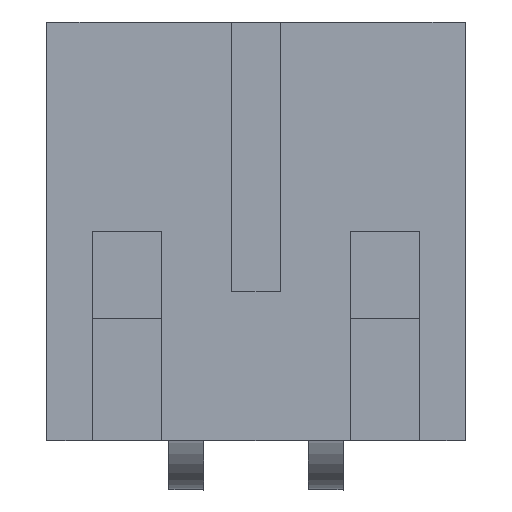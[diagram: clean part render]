
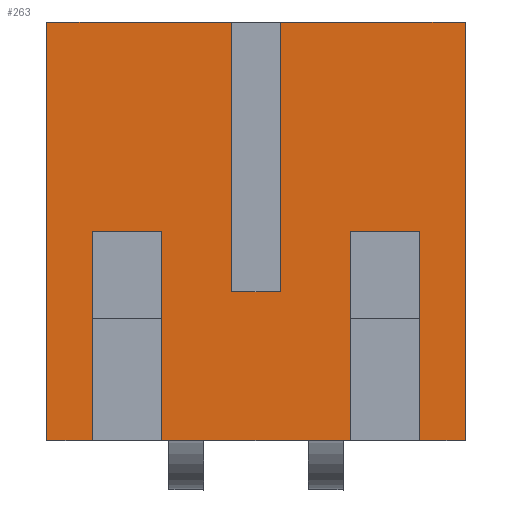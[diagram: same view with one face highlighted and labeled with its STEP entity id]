
A CAD part, top view. The second image highlights one B-rep face of the part: STEP entity #263.
In plain terms, the highlighted planar face has unit normal (0, 0, -1).
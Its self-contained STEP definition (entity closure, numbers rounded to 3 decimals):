
#24 = EDGE_CURVE ( 'NONE', #1636, #464, #191, .T. ) ;
#84 = LINE ( 'NONE', #1749, #2443 ) ;
#97 = DIRECTION ( 'NONE',  ( 1., 0., 0. ) ) ;
#132 = EDGE_CURVE ( 'NONE', #2627, #672, #1643, .T. ) ;
#170 = DIRECTION ( 'NONE',  ( 0., -1., 0. ) ) ;
#178 = LINE ( 'NONE', #1002, #370 ) ;
#188 = DIRECTION ( 'NONE',  ( 0., 1., 0. ) ) ;
#191 = LINE ( 'NONE', #344, #1567 ) ;
#205 = CARTESIAN_POINT ( 'NONE',  ( 6., 6.707, 7.982 ) ) ;
#238 = AXIS2_PLACEMENT_3D ( 'NONE', #1302, #2122, #2140 ) ;
#261 = DIRECTION ( 'NONE',  ( -1., 0., 0. ) ) ;
#263 = ADVANCED_FACE ( 'NONE', ( #2153 ), #1708, .T. ) ;
#267 = ORIENTED_EDGE ( 'NONE', *, *, #1577, .T. ) ;
#286 = CARTESIAN_POINT ( 'NONE',  ( 5.35, 0.707, 7.982 ) ) ;
#308 = CARTESIAN_POINT ( 'NONE',  ( 2.65, 6.707, 7.982 ) ) ;
#317 = LINE ( 'NONE', #1766, #598 ) ;
#322 = VERTEX_POINT ( 'NONE', #704 ) ;
#344 = CARTESIAN_POINT ( 'NONE',  ( 0., 0.707, 7.982 ) ) ;
#347 = CARTESIAN_POINT ( 'NONE',  ( 4.35, 0.707, 7.982 ) ) ;
#348 = VERTEX_POINT ( 'NONE', #472 ) ;
#370 = VECTOR ( 'NONE', #622, 1000. ) ;
#383 = CARTESIAN_POINT ( 'NONE',  ( 3.35, 2.841, 7.982 ) ) ;
#385 = VERTEX_POINT ( 'NONE', #1274 ) ;
#386 = CARTESIAN_POINT ( 'NONE',  ( 0.65, 6.707, 7.982 ) ) ;
#409 = CARTESIAN_POINT ( 'NONE',  ( 0., 0.707, 7.982 ) ) ;
#419 = LINE ( 'NONE', #2270, #1153 ) ;
#424 = ORIENTED_EDGE ( 'NONE', *, *, #2500, .T. ) ;
#464 = VERTEX_POINT ( 'NONE', #1064 ) ;
#472 = CARTESIAN_POINT ( 'NONE',  ( 4.35, 3.707, 7.982 ) ) ;
#489 = CARTESIAN_POINT ( 'NONE',  ( 4.35, 6.707, 7.982 ) ) ;
#533 = DIRECTION ( 'NONE',  ( 0., 1., 0. ) ) ;
#540 = EDGE_CURVE ( 'NONE', #1941, #385, #2135, .T. ) ;
#549 = LINE ( 'NONE', #2404, #1067 ) ;
#598 = VECTOR ( 'NONE', #2584, 1000. ) ;
#600 = DIRECTION ( 'NONE',  ( -1., 0., 0. ) ) ;
#604 = VERTEX_POINT ( 'NONE', #804 ) ;
#622 = DIRECTION ( 'NONE',  ( -1., 0., 0. ) ) ;
#628 = CARTESIAN_POINT ( 'NONE',  ( 1.65, 6.707, 7.982 ) ) ;
#634 = ORIENTED_EDGE ( 'NONE', *, *, #2665, .T. ) ;
#672 = VERTEX_POINT ( 'NONE', #1870 ) ;
#691 = CARTESIAN_POINT ( 'NONE',  ( 0., 3.707, 7.982 ) ) ;
#704 = CARTESIAN_POINT ( 'NONE',  ( 0.65, 3.707, 7.982 ) ) ;
#725 = VECTOR ( 'NONE', #739, 1000. ) ;
#739 = DIRECTION ( 'NONE',  ( 0., -1., 0. ) ) ;
#784 = LINE ( 'NONE', #386, #2132 ) ;
#804 = CARTESIAN_POINT ( 'NONE',  ( 5.35, 3.707, 7.982 ) ) ;
#815 = VECTOR ( 'NONE', #188, 1000. ) ;
#834 = ORIENTED_EDGE ( 'NONE', *, *, #1655, .T. ) ;
#897 = CARTESIAN_POINT ( 'NONE',  ( 0.65, 0.707, 7.982 ) ) ;
#991 = EDGE_CURVE ( 'NONE', #2493, #1736, #178, .T. ) ;
#1002 = CARTESIAN_POINT ( 'NONE',  ( 0., 0.707, 7.982 ) ) ;
#1007 = EDGE_CURVE ( 'NONE', #1674, #2172, #419, .T. ) ;
#1008 = ORIENTED_EDGE ( 'NONE', *, *, #2569, .T. ) ;
#1017 = DIRECTION ( 'NONE',  ( -1., 0., 0. ) ) ;
#1064 = CARTESIAN_POINT ( 'NONE',  ( 1.65, 0.707, 7.982 ) ) ;
#1067 = VECTOR ( 'NONE', #2021, 1000. ) ;
#1098 = EDGE_CURVE ( 'NONE', #2284, #322, #2495, .T. ) ;
#1099 = CARTESIAN_POINT ( 'NONE',  ( 5.35, 6.707, 7.982 ) ) ;
#1126 = LINE ( 'NONE', #1282, #2308 ) ;
#1153 = VECTOR ( 'NONE', #600, 1000. ) ;
#1172 = LINE ( 'NONE', #1982, #1276 ) ;
#1219 = ORIENTED_EDGE ( 'NONE', *, *, #2033, .T. ) ;
#1225 = CARTESIAN_POINT ( 'NONE',  ( 2.65, 6.707, 7.982 ) ) ;
#1232 = ORIENTED_EDGE ( 'NONE', *, *, #2182, .T. ) ;
#1237 = ORIENTED_EDGE ( 'NONE', *, *, #132, .T. ) ;
#1274 = CARTESIAN_POINT ( 'NONE',  ( 2.65, 2.841, 7.982 ) ) ;
#1276 = VECTOR ( 'NONE', #170, 1000. ) ;
#1282 = CARTESIAN_POINT ( 'NONE',  ( 0., 3.707, 7.982 ) ) ;
#1302 = CARTESIAN_POINT ( 'NONE',  ( 0., 6.707, 7.982 ) ) ;
#1398 = VECTOR ( 'NONE', #1457, 1000. ) ;
#1447 = ORIENTED_EDGE ( 'NONE', *, *, #2513, .T. ) ;
#1457 = DIRECTION ( 'NONE',  ( 0., 1., 0. ) ) ;
#1567 = VECTOR ( 'NONE', #1017, 1000. ) ;
#1577 = EDGE_CURVE ( 'NONE', #672, #1915, #317, .T. ) ;
#1597 = DIRECTION ( 'NONE',  ( 0., -1., 0. ) ) ;
#1600 = VERTEX_POINT ( 'NONE', #2171 ) ;
#1613 = LINE ( 'NONE', #2028, #815 ) ;
#1636 = VERTEX_POINT ( 'NONE', #347 ) ;
#1643 = LINE ( 'NONE', #1884, #1398 ) ;
#1655 = EDGE_CURVE ( 'NONE', #1600, #1941, #84, .T. ) ;
#1674 = VERTEX_POINT ( 'NONE', #897 ) ;
#1696 = VECTOR ( 'NONE', #1945, 1000. ) ;
#1708 = PLANE ( 'NONE',  #238 ) ;
#1712 = CARTESIAN_POINT ( 'NONE',  ( 6., 0.707, 7.982 ) ) ;
#1730 = ORIENTED_EDGE ( 'NONE', *, *, #540, .T. ) ;
#1736 = VERTEX_POINT ( 'NONE', #286 ) ;
#1749 = CARTESIAN_POINT ( 'NONE',  ( 0., 6.707, 7.982 ) ) ;
#1766 = CARTESIAN_POINT ( 'NONE',  ( 0., 6.707, 7.982 ) ) ;
#1772 = EDGE_CURVE ( 'NONE', #604, #348, #1126, .T. ) ;
#1870 = CARTESIAN_POINT ( 'NONE',  ( 3.35, 6.707, 7.982 ) ) ;
#1877 = VECTOR ( 'NONE', #533, 1000. ) ;
#1884 = CARTESIAN_POINT ( 'NONE',  ( 3.35, 6.707, 7.982 ) ) ;
#1915 = VERTEX_POINT ( 'NONE', #205 ) ;
#1941 = VERTEX_POINT ( 'NONE', #1225 ) ;
#1945 = DIRECTION ( 'NONE',  ( 0., -1., 0. ) ) ;
#1963 = VECTOR ( 'NONE', #2144, 1000. ) ;
#1970 = ORIENTED_EDGE ( 'NONE', *, *, #24, .T. ) ;
#1982 = CARTESIAN_POINT ( 'NONE',  ( 6., 6.707, 7.982 ) ) ;
#2021 = DIRECTION ( 'NONE',  ( 1., 0., 0. ) ) ;
#2023 = ORIENTED_EDGE ( 'NONE', *, *, #991, .T. ) ;
#2028 = CARTESIAN_POINT ( 'NONE',  ( 0., 6.707, 7.982 ) ) ;
#2033 = EDGE_CURVE ( 'NONE', #2172, #1600, #1613, .T. ) ;
#2115 = LINE ( 'NONE', #489, #725 ) ;
#2118 = ORIENTED_EDGE ( 'NONE', *, *, #2425, .T. ) ;
#2122 = DIRECTION ( 'NONE',  ( 0., 0., -1. ) ) ;
#2132 = VECTOR ( 'NONE', #1597, 1000. ) ;
#2135 = LINE ( 'NONE', #308, #1696 ) ;
#2140 = DIRECTION ( 'NONE',  ( -1., 0., 0. ) ) ;
#2144 = DIRECTION ( 'NONE',  ( 0., 1., 0. ) ) ;
#2153 = FACE_OUTER_BOUND ( 'NONE', #2475, .T. ) ;
#2171 = CARTESIAN_POINT ( 'NONE',  ( 0., 6.707, 7.982 ) ) ;
#2172 = VERTEX_POINT ( 'NONE', #409 ) ;
#2182 = EDGE_CURVE ( 'NONE', #322, #1674, #784, .T. ) ;
#2211 = ORIENTED_EDGE ( 'NONE', *, *, #1098, .T. ) ;
#2270 = CARTESIAN_POINT ( 'NONE',  ( 0., 0.707, 7.982 ) ) ;
#2281 = DIRECTION ( 'NONE',  ( -1., 0., 0. ) ) ;
#2284 = VERTEX_POINT ( 'NONE', #2407 ) ;
#2308 = VECTOR ( 'NONE', #261, 1000. ) ;
#2404 = CARTESIAN_POINT ( 'NONE',  ( 0., 2.841, 7.982 ) ) ;
#2407 = CARTESIAN_POINT ( 'NONE',  ( 1.65, 3.707, 7.982 ) ) ;
#2425 = EDGE_CURVE ( 'NONE', #464, #2284, #2471, .T. ) ;
#2443 = VECTOR ( 'NONE', #97, 1000. ) ;
#2449 = ORIENTED_EDGE ( 'NONE', *, *, #1007, .T. ) ;
#2471 = LINE ( 'NONE', #628, #1963 ) ;
#2475 = EDGE_LOOP ( 'NONE', ( #834, #1730, #1008, #1237, #267, #634, #2023, #424, #2558, #1447, #1970, #2118, #2211, #1232, #2449, #1219 ) ) ;
#2493 = VERTEX_POINT ( 'NONE', #1712 ) ;
#2495 = LINE ( 'NONE', #691, #2610 ) ;
#2500 = EDGE_CURVE ( 'NONE', #1736, #604, #2595, .T. ) ;
#2513 = EDGE_CURVE ( 'NONE', #348, #1636, #2115, .T. ) ;
#2558 = ORIENTED_EDGE ( 'NONE', *, *, #1772, .T. ) ;
#2569 = EDGE_CURVE ( 'NONE', #385, #2627, #549, .T. ) ;
#2584 = DIRECTION ( 'NONE',  ( 1., 0., 0. ) ) ;
#2595 = LINE ( 'NONE', #1099, #1877 ) ;
#2610 = VECTOR ( 'NONE', #2281, 1000. ) ;
#2627 = VERTEX_POINT ( 'NONE', #383 ) ;
#2665 = EDGE_CURVE ( 'NONE', #1915, #2493, #1172, .T. ) ;
